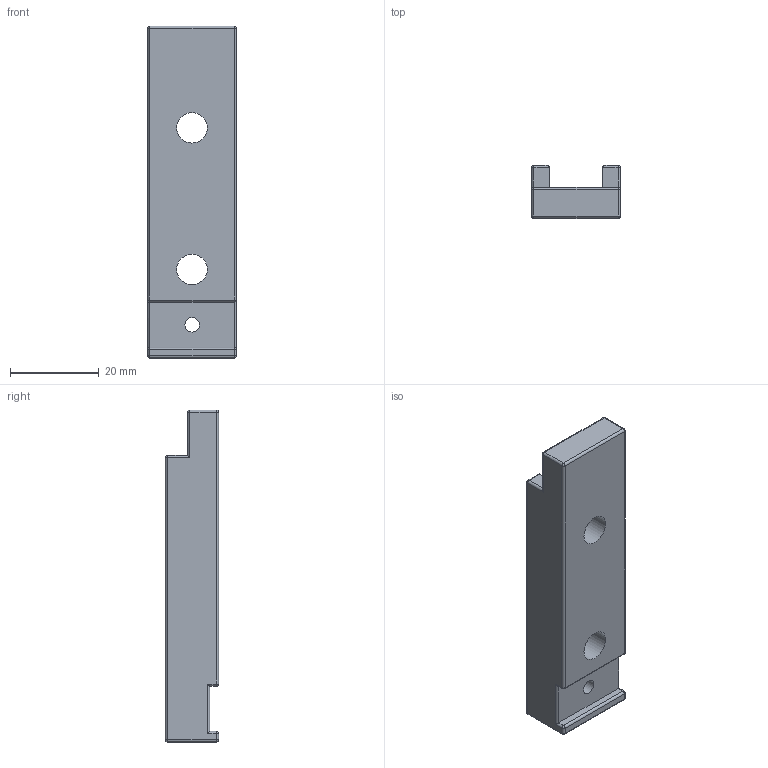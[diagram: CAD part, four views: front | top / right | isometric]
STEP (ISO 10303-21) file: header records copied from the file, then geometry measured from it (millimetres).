
FILE_DESCRIPTION(/* description */ (''),/* implementation_level */ '2;1');
FILE_NAME(/* name */ 'top_actuator_to_loadcell_adapter.step',/* time_stamp */ '2023-10-13T13:04:29-04:00',/* author */ (''),/* organization */ (''),/* preprocessor_version */ 'ST-DEVELOPER v20',/* originating_system */ 'Autodesk Translation Framework v12.14.0.127',/* authorisation */ '');
FILE_SCHEMA (('AUTOMOTIVE_DESIGN { 1 0 10303 214 3 1 1 }'));
Length unit declared in the file: millimetre
Products named in the file (1): Top actuator-to-loadcell adapter
Bounding box: 20 x 12 x 75 mm (x, y, z)
Volume: 11727.2 mm3; surface area: 5831.4 mm2
Topology: 1 solids, 1 shells, 71 faces, 151 edges, 82 vertices
Faces by surface type: cylinder 37, plane 18, sphere 14, bspline 2
Full cylindrical faces by diameter (mm): 3.3 x1, 6.9 x2
Entity records: 1916 total; most frequent: DIRECTION 357, CARTESIAN_POINT 321, ORIENTED_EDGE 302, EDGE_CURVE 151, AXIS2_PLACEMENT_3D 136, LINE 85, VECTOR 85, VERTEX_POINT 82
